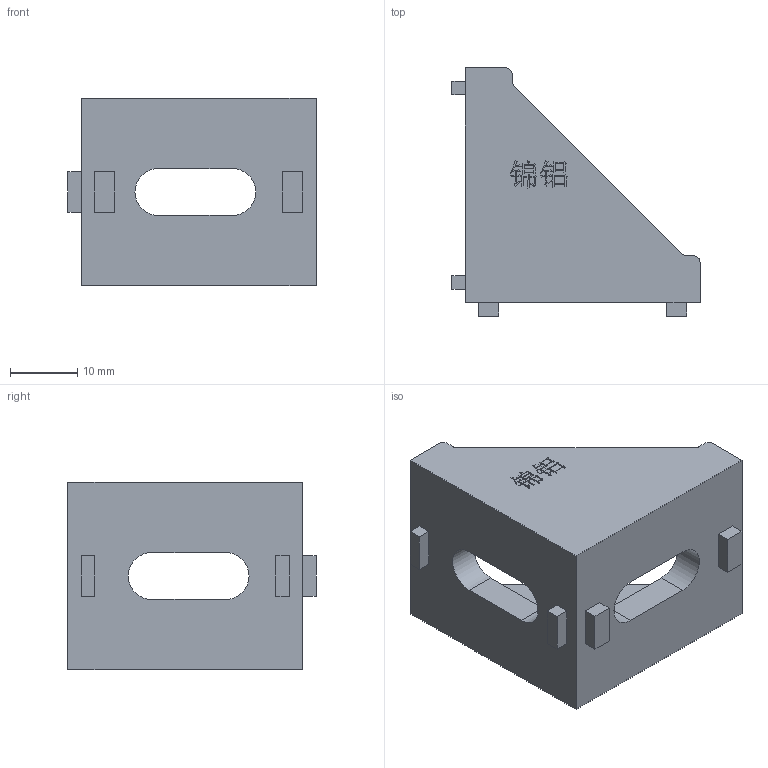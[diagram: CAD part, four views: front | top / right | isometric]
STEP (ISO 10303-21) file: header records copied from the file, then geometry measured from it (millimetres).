
FILE_DESCRIPTION (( 'STEP AP203' ), '1' );
FILE_NAME ('3030角件.STEP', '2019-07-24T02:57:25', ( '微软用户' ), ( '微软中国' ), 'SwSTEP 2.0', 'SolidWorks 2015', '' );
FILE_SCHEMA (( 'CONFIG_CONTROL_DESIGN' ));
Length unit declared in the file: millimetre
Products named in the file (1): 3030褒璃
Bounding box: 37 x 37 x 28 mm (x, y, z)
Volume: 10158 mm3; surface area: 6386.7 mm2
Topology: 1 solids, 1 shells, 206 faces, 573 edges, 382 vertices
Faces by surface type: plane 166, bspline 28, cylinder 12
Entity records: 7478 total; most frequent: CARTESIAN_POINT 2270, ORIENTED_EDGE 1146, DIRECTION 899, EDGE_CURVE 573, VECTOR 493, LINE 493, VERTEX_POINT 382, EDGE_LOOP 223
